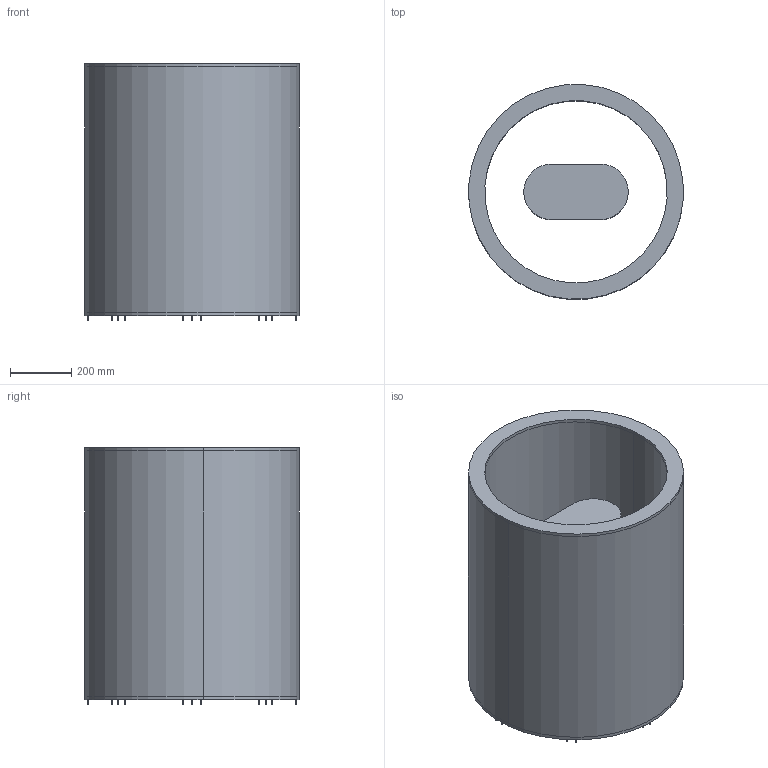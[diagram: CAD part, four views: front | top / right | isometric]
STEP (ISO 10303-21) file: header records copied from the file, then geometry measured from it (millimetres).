
FILE_DESCRIPTION(('STEP AP214'),'1');
FILE_NAME('Model_Coil_STASIS_Assembly.stp','2024-04-08T11:25:56',(' '),(' '),'Spatial InterOp 3D',' ',' ');
FILE_SCHEMA(('AUTOMOTIVE_DESIGN { 1 0 10303 214 1 1 1 1 }'));
Length unit declared in the file: millimetre
Products named in the file (151): Conductors; TEM conductor; Conductor End; Shield; Model_Coil_STASIS_Assembly; FR4 PCBs; PCB_Strip; PCB_end; PCB_end_1; PCB_end_2; PCB_end_3; PCB_end_4; PCB_end_5; PCB_end_6; PCB_end_7; PCB_end_8; PCB_end_9; PCB_end_10; PCB_end_11; PCB_end_12; PCB_end_13; PCB_end_14; PCB_end_15; PCB_Strip_1; PCB_Strip_2; PCB_Strip_3; PCB_Strip_4; PCB_Strip_5; PCB_Strip_6; PCB_Strip_7; Holders_3D_printed; Holders_Strip; Holders_Rod; Rods; Holders_Rod_1; Holders_Rod_2; Holders_Rod_3; Holders_Rod_4; Holders_Rod_5; Holders_Rod_6 ...
Assembly tree (150 placements, depth 3):
  Model_Coil_STASIS_Assembly
    Conductors
      TEM conductor
      Conductor End
      Shield
    FR4 PCBs
      PCB_Strip
      PCB_end
      PCB_end_1
      PCB_end_2
      PCB_end_3
      PCB_end_4
      PCB_end_5
      PCB_end_6
      PCB_end_7
      PCB_end_8
      PCB_end_9
      PCB_end_10
      PCB_end_11
      PCB_end_12
      PCB_end_13
      PCB_end_14
      PCB_end_15
      PCB_Strip_1
      PCB_Strip_2
      PCB_Strip_3
      PCB_Strip_4
      PCB_Strip_5
      PCB_Strip_6
      PCB_Strip_7
    Holders_3D_printed
      Holders_Strip
      Holders_Rod
      Rods
      Holders_Rod_1
      Holders_Rod_2
      Holders_Rod_3
      Holders_Rod_4
      Holders_Rod_5
      Holders_Rod_6
      Holders_Rod_7
      Holders_Rod_8
      Holders_Rod_9
      Holders_Rod_10
      Holders_Rod_11
      Holders_Rod_12
      Holders_Rod_13
      Holders_Rod_14
      Holders_Rod_15
      Holders_Strip_1
      Holders_Strip_2
      Holders_Strip_3
      Holders_Strip_4
      Holders_Strip_5
      Holders_Strip_6
      Holders_Strip_7
      Holders_Strip_8
      Holders_Strip_9
      Holders_Strip_10
      Holders_Strip_11
Bounding box: 698.29 x 698.29 x 835 mm (x, y, z)
Volume: 48954940.3 mm3; surface area: 10661328.2 mm2
Topology: 77 solids, 134 shells, 916 faces, 2394 edges, 1756 vertices
Faces by surface type: plane 600, cylinder 316
Entity records: 32438 total; most frequent: DIRECTION 5172, CARTESIAN_POINT 5095, ORIENTED_EDGE 4308, EDGE_CURVE 2330, LINE 1762, VECTOR 1762, AXIS2_PLACEMENT_3D 1705, VERTEX_POINT 1628
